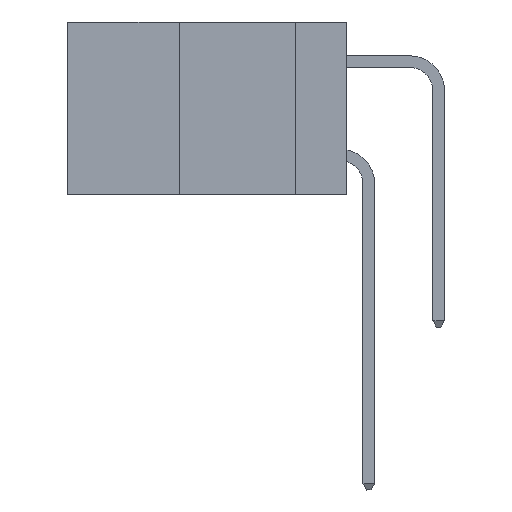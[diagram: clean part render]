
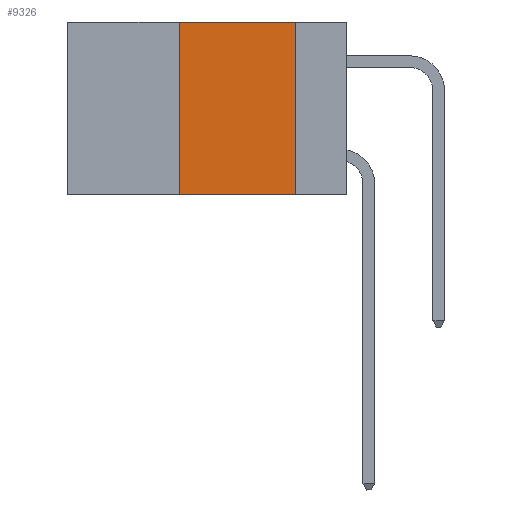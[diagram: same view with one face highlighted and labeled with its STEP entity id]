
A CAD part, left-side view. The second image highlights one B-rep face of the part: STEP entity #9326.
In plain terms, the highlighted planar face has unit normal (-1, 0, 0).
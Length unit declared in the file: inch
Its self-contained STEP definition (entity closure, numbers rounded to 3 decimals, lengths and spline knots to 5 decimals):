
#555 = DIRECTION ( 'NONE',  ( 0., -1., 0. ) ) ;
#1336 = DIRECTION ( 'NONE',  ( 0., 0., 1. ) ) ;
#3637 = CARTESIAN_POINT ( 'NONE',  ( 0., 0.6, 0. ) ) ;
#3978 = PLANE ( 'NONE',  #16988 ) ;
#7950 = LINE ( 'NONE', #18466, #22220 ) ;
#8681 = EDGE_CURVE ( 'NONE', #14917, #10632, #17798, .T. ) ;
#9326 = ADVANCED_FACE ( 'NONE', ( #21579 ), #3978, .F. ) ;
#10632 = VERTEX_POINT ( 'NONE', #22588 ) ;
#13381 = CARTESIAN_POINT ( 'NONE',  ( 0., 0.11, 0. ) ) ;
#14412 = ORIENTED_EDGE ( 'NONE', *, *, #8681, .F. ) ;
#14917 = VERTEX_POINT ( 'NONE', #33427 ) ;
#15712 = DIRECTION ( 'NONE',  ( 0., -1., 0. ) ) ;
#16444 = LINE ( 'NONE', #19217, #23080 ) ;
#16988 = AXIS2_PLACEMENT_3D ( 'NONE', #28233, #30875, #36933 ) ;
#17798 = LINE ( 'NONE', #13381, #24438 ) ;
#18466 = CARTESIAN_POINT ( 'NONE',  ( 0., 0.6, -0.37 ) ) ;
#19217 = CARTESIAN_POINT ( 'NONE',  ( 0., 0.36, 0. ) ) ;
#19888 = ORIENTED_EDGE ( 'NONE', *, *, #36134, .F. ) ;
#21579 = FACE_OUTER_BOUND ( 'NONE', #23225, .T. ) ;
#22220 = VECTOR ( 'NONE', #555, 39.37008 ) ;
#22442 = VECTOR ( 'NONE', #15712, 39.37008 ) ;
#22588 = CARTESIAN_POINT ( 'NONE',  ( 0., 0.11, -0.37 ) ) ;
#23080 = VECTOR ( 'NONE', #1336, 39.37008 ) ;
#23225 = EDGE_LOOP ( 'NONE', ( #14412, #19888, #24107, #35571 ) ) ;
#23489 = CARTESIAN_POINT ( 'NONE',  ( 0., 0.36, -0.37 ) ) ;
#24107 = ORIENTED_EDGE ( 'NONE', *, *, #30019, .F. ) ;
#24438 = VECTOR ( 'NONE', #37733, 39.37008 ) ;
#25930 = EDGE_CURVE ( 'NONE', #31602, #10632, #7950, .T. ) ;
#28233 = CARTESIAN_POINT ( 'NONE',  ( 0., 0.6, 0. ) ) ;
#29683 = VERTEX_POINT ( 'NONE', #29827 ) ;
#29827 = CARTESIAN_POINT ( 'NONE',  ( 0., 0.36, 0. ) ) ;
#30019 = EDGE_CURVE ( 'NONE', #31602, #29683, #16444, .T. ) ;
#30875 = DIRECTION ( 'NONE',  ( 1., 0., 0. ) ) ;
#31602 = VERTEX_POINT ( 'NONE', #23489 ) ;
#33427 = CARTESIAN_POINT ( 'NONE',  ( 0., 0.11, 0. ) ) ;
#35571 = ORIENTED_EDGE ( 'NONE', *, *, #25930, .T. ) ;
#36134 = EDGE_CURVE ( 'NONE', #29683, #14917, #37996, .T. ) ;
#36933 = DIRECTION ( 'NONE',  ( 0., 0., -1. ) ) ;
#37733 = DIRECTION ( 'NONE',  ( 0., 0., -1. ) ) ;
#37996 = LINE ( 'NONE', #3637, #22442 ) ;
